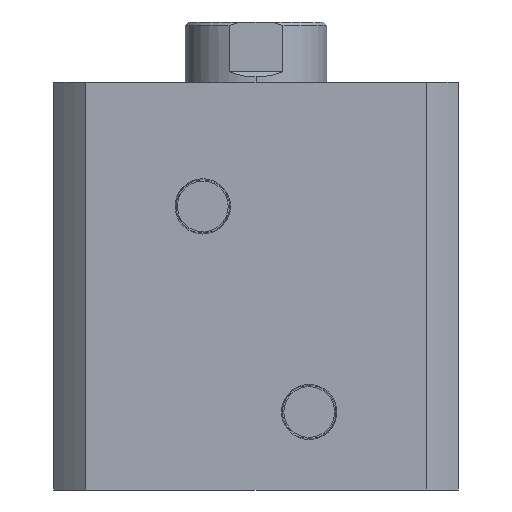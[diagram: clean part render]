
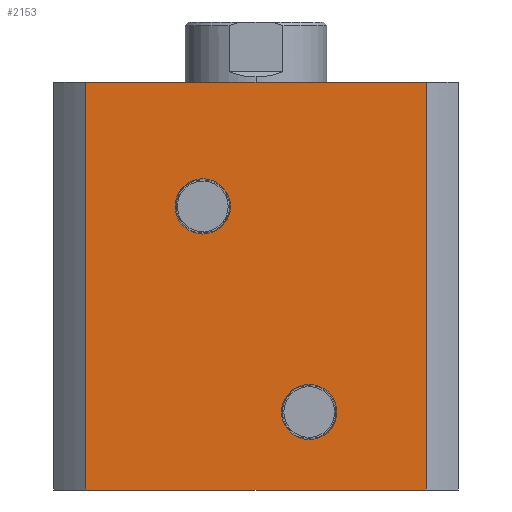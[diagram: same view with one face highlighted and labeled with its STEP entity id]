
A CAD part, left-side view. The second image highlights one B-rep face of the part: STEP entity #2153.
In plain terms, the highlighted planar face has unit normal (-1, 0, 0).
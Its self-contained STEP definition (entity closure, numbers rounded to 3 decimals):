
#40 = ORIENTED_EDGE ( 'NONE', *, *, #2430, .F. ) ;
#46 = ORIENTED_EDGE ( 'NONE', *, *, #2428, .T. ) ;
#47 = ORIENTED_EDGE ( 'NONE', *, *, #2434, .F. ) ;
#63 = ORIENTED_EDGE ( 'NONE', *, *, #2564, .F. ) ;
#399 = CARTESIAN_POINT ( 'NONE',  ( -57., -15., 22. ) ) ;
#400 = DIRECTION ( 'NONE',  ( -1., 0., 0. ) ) ;
#401 = DIRECTION ( 'NONE',  ( 0., 0., 1. ) ) ;
#404 = CARTESIAN_POINT ( 'NONE',  ( -57., 15., 80. ) ) ;
#405 = DIRECTION ( 'NONE',  ( -1., 0., 0. ) ) ;
#406 = DIRECTION ( 'NONE',  ( 0., 0., 1. ) ) ;
#447 = CARTESIAN_POINT ( 'NONE',  ( -57., -47.971, 115. ) ) ;
#469 = CARTESIAN_POINT ( 'NONE',  ( -57., 47.971, 115. ) ) ;
#473 = CARTESIAN_POINT ( 'NONE',  ( -57., -47.971, 0. ) ) ;
#474 = CARTESIAN_POINT ( 'NONE',  ( -57., 47.971, 0. ) ) ;
#507 = CARTESIAN_POINT ( 'NONE',  ( -57., -15., 14.203 ) ) ;
#508 = CARTESIAN_POINT ( 'NONE',  ( -57., -15., 29.797 ) ) ;
#509 = CARTESIAN_POINT ( 'NONE',  ( -57., 15., 72.203 ) ) ;
#510 = CARTESIAN_POINT ( 'NONE',  ( -57., 15., 87.797 ) ) ;
#980 = LINE ( 'NONE', #1496, #982 ) ;
#981 = LINE ( 'NONE', #1511, #991 ) ;
#982 = VECTOR ( 'NONE', #1490, 1000. ) ;
#983 = CIRCLE ( 'NONE', #2727, 7.797 ) ;
#984 = CIRCLE ( 'NONE', #2728, 7.797 ) ;
#985 = LINE ( 'NONE', #1505, #987 ) ;
#986 = LINE ( 'NONE', #1515, #989 ) ;
#987 = VECTOR ( 'NONE', #1506, 1000. ) ;
#989 = VECTOR ( 'NONE', #1517, 1000. ) ;
#991 = VECTOR ( 'NONE', #1518, 1000. ) ;
#1181 = CIRCLE ( 'NONE', #2780, 7.797 ) ;
#1182 = CIRCLE ( 'NONE', #2781, 7.797 ) ;
#1490 = DIRECTION ( 'NONE',  ( 0., 0., -1. ) ) ;
#1496 = CARTESIAN_POINT ( 'NONE',  ( -57., 47.971, 115. ) ) ;
#1505 = CARTESIAN_POINT ( 'NONE',  ( -57., 0., 0. ) ) ;
#1506 = DIRECTION ( 'NONE',  ( 0., -1., 0. ) ) ;
#1507 = CARTESIAN_POINT ( 'NONE',  ( -57., -15., 22. ) ) ;
#1508 = DIRECTION ( 'NONE',  ( -1., 0., 0. ) ) ;
#1509 = DIRECTION ( 'NONE',  ( 0., 0., 1. ) ) ;
#1511 = CARTESIAN_POINT ( 'NONE',  ( -57., 0., 115. ) ) ;
#1512 = CARTESIAN_POINT ( 'NONE',  ( -57., 15., 80. ) ) ;
#1513 = DIRECTION ( 'NONE',  ( -1., 0., 0. ) ) ;
#1514 = DIRECTION ( 'NONE',  ( 0., 0., 1. ) ) ;
#1515 = CARTESIAN_POINT ( 'NONE',  ( -57., -47.971, 115. ) ) ;
#1517 = DIRECTION ( 'NONE',  ( 0., 0., -1. ) ) ;
#1518 = DIRECTION ( 'NONE',  ( 0., -1., 0. ) ) ;
#1690 = DIRECTION ( 'NONE',  ( 1., 0., 0. ) ) ;
#1703 = DIRECTION ( 'NONE',  ( 0., 1., 0. ) ) ;
#1709 = PLANE ( 'NONE',  #2581 ) ;
#1711 = CARTESIAN_POINT ( 'NONE',  ( -57., 0., 115. ) ) ;
#2067 = ORIENTED_EDGE ( 'NONE', *, *, #2431, .F. ) ;
#2070 = ORIENTED_EDGE ( 'NONE', *, *, #2432, .T. ) ;
#2071 = ORIENTED_EDGE ( 'NONE', *, *, #2565, .F. ) ;
#2081 = ORIENTED_EDGE ( 'NONE', *, *, #2433, .F. ) ;
#2087 = EDGE_LOOP ( 'NONE', ( #40, #63 ) ) ;
#2153 = ADVANCED_FACE ( 'NONE', ( #3540, #3537, #3542 ), #1709, .F. ) ;
#2428 = EDGE_CURVE ( 'NONE', #3114, #3119, #980, .T. ) ;
#2430 = EDGE_CURVE ( 'NONE', #3609, #3608, #983, .T. ) ;
#2431 = EDGE_CURVE ( 'NONE', #3611, #3610, #984, .T. ) ;
#2432 = EDGE_CURVE ( 'NONE', #3119, #3118, #985, .T. ) ;
#2433 = EDGE_CURVE ( 'NONE', #3092, #3118, #986, .T. ) ;
#2434 = EDGE_CURVE ( 'NONE', #3114, #3092, #981, .T. ) ;
#2564 = EDGE_CURVE ( 'NONE', #3608, #3609, #1181, .T. ) ;
#2565 = EDGE_CURVE ( 'NONE', #3610, #3611, #1182, .T. ) ;
#2581 = AXIS2_PLACEMENT_3D ( 'NONE', #1711, #1690, #1703 ) ;
#2727 = AXIS2_PLACEMENT_3D ( 'NONE', #1507, #1508, #1509 ) ;
#2728 = AXIS2_PLACEMENT_3D ( 'NONE', #1512, #1513, #1514 ) ;
#2780 = AXIS2_PLACEMENT_3D ( 'NONE', #399, #400, #401 ) ;
#2781 = AXIS2_PLACEMENT_3D ( 'NONE', #404, #405, #406 ) ;
#3092 = VERTEX_POINT ( 'NONE', #447 ) ;
#3114 = VERTEX_POINT ( 'NONE', #469 ) ;
#3118 = VERTEX_POINT ( 'NONE', #473 ) ;
#3119 = VERTEX_POINT ( 'NONE', #474 ) ;
#3212 = EDGE_LOOP ( 'NONE', ( #2070, #2081, #47, #46 ) ) ;
#3244 = EDGE_LOOP ( 'NONE', ( #2067, #2071 ) ) ;
#3537 = FACE_BOUND ( 'NONE', #3244, .T. ) ;
#3540 = FACE_BOUND ( 'NONE', #2087, .T. ) ;
#3542 = FACE_OUTER_BOUND ( 'NONE', #3212, .T. ) ;
#3608 = VERTEX_POINT ( 'NONE', #507 ) ;
#3609 = VERTEX_POINT ( 'NONE', #508 ) ;
#3610 = VERTEX_POINT ( 'NONE', #509 ) ;
#3611 = VERTEX_POINT ( 'NONE', #510 ) ;
